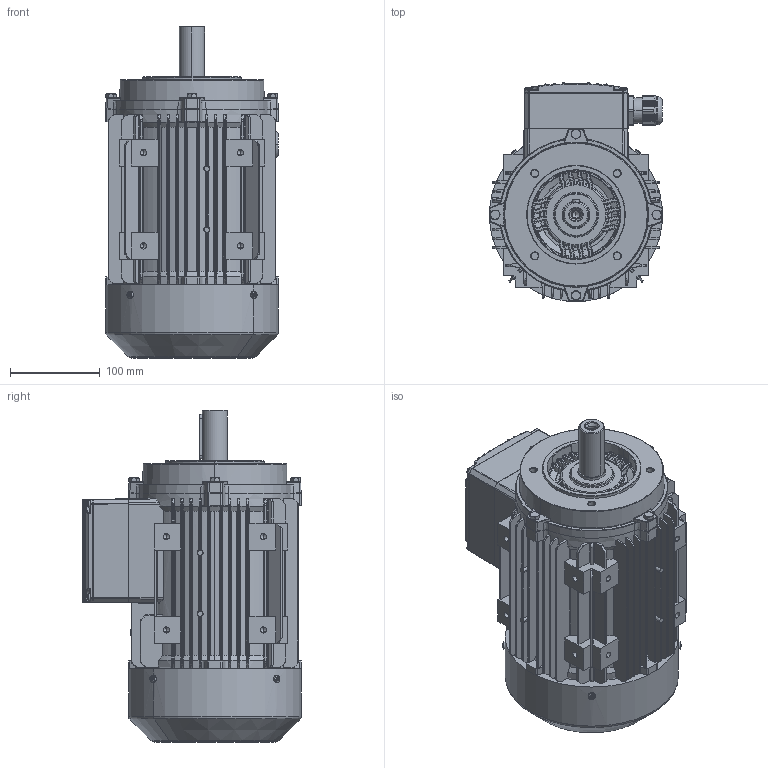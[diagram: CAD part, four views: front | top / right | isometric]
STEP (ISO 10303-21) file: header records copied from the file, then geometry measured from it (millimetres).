
FILE_DESCRIPTION (( 'STEP AP214' ), '1' );
FILE_NAME ('2EL100L2_FC_K1-A.STEP', '2019-07-16T04:28:57', ( '' ), ( '' ), 'SwSTEP 2.0', 'SolidWorks 2019', '' );
FILE_SCHEMA (( 'AUTOMOTIVE_DESIGN' ));
Length unit declared in the file: millimetre
Products named in the file (1): 2EL100L2_FC_K1-A
Bounding box: 192.31 x 243.29 x 369.8 mm (x, y, z)
Volume: 8395545.3 mm3; surface area: 486562.3 mm2
Topology: 1 solids, 1 shells, 4050 faces, 10228 edges, 6384 vertices
Faces by surface type: plane 1334, cylinder 1301, bspline 577, cone 372, torus 312, sphere 154
Entity records: 143503 total; most frequent: CARTESIAN_POINT 47665, ORIENTED_EDGE 20292, DIRECTION 18151, EDGE_CURVE 10146, AXIS2_PLACEMENT_3D 7149, VERTEX_POINT 6384, EDGE_LOOP 4346, ADVANCED_FACE 4050
